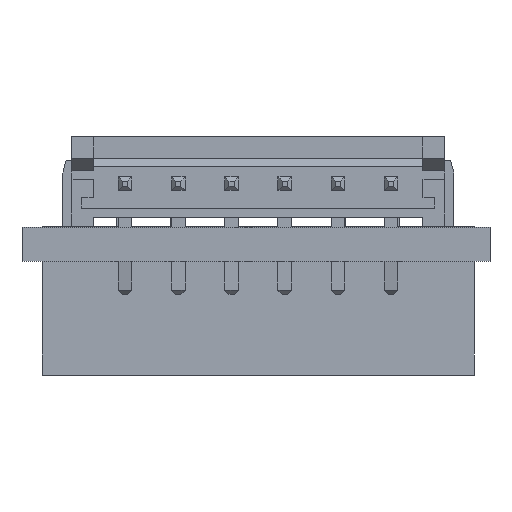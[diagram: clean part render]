
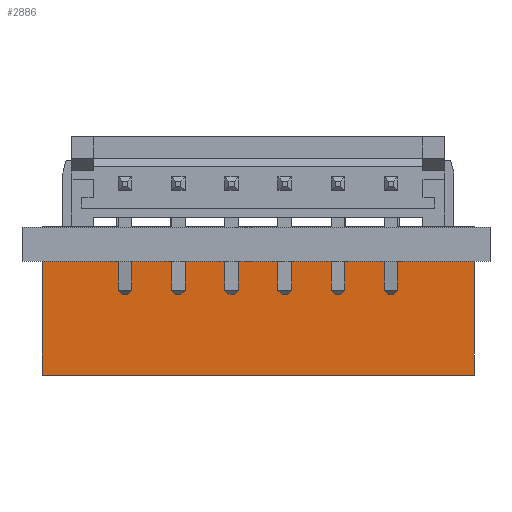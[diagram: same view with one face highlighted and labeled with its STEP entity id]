
A CAD part, front view. The second image highlights one B-rep face of the part: STEP entity #2886.
In plain terms, the highlighted free-form (B-spline) face has degree [1, 1] with [2, 2] control points.
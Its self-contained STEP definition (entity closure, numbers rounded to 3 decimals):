
#78 = B_SPLINE_SURFACE_WITH_KNOTS('',1,1,(
    (#79,#80)
    ,(#81,#82
  )),.UNSPECIFIED.,.F.,.F.,.F.,(2,2),(2,2),(0.,2.54),(-7.,0.),
  .PIECEWISE_BEZIER_KNOTS.);
#79 = CARTESIAN_POINT('',(-1.27,-19.05,7.));
#80 = CARTESIAN_POINT('',(-1.27,-19.05,0.));
#81 = CARTESIAN_POINT('',(1.27,-19.05,7.));
#82 = CARTESIAN_POINT('',(1.27,-19.05,0.));
#103 = B_SPLINE_SURFACE_WITH_KNOTS('',1,1,(
    (#104,#105)
    ,(#106,#107)),.UNSPECIFIED.,.F.,.F.,.F.,(2,2),(2,2),(-20.32,0.),(
    0.,2.54),.PIECEWISE_BEZIER_KNOTS.);
#104 = CARTESIAN_POINT('',(1.27,1.27,7.));
#105 = CARTESIAN_POINT('',(-1.27,1.27,7.));
#106 = CARTESIAN_POINT('',(1.27,-19.05,7.));
#107 = CARTESIAN_POINT('',(-1.27,-19.05,7.));
#128 = B_SPLINE_SURFACE_WITH_KNOTS('',1,1,(
    (#129,#130)
    ,(#131,#132
    )),.UNSPECIFIED.,.F.,.F.,.F.,(2,2),(2,2),(0.,2.54),(-7.,0.),
  .PIECEWISE_BEZIER_KNOTS.);
#129 = CARTESIAN_POINT('',(1.27,1.27,7.));
#130 = CARTESIAN_POINT('',(1.27,1.27,0.));
#131 = CARTESIAN_POINT('',(-1.27,1.27,7.));
#132 = CARTESIAN_POINT('',(-1.27,1.27,0.));
#166 = VERTEX_POINT('',#167);
#167 = CARTESIAN_POINT('',(-1.27,-19.05,0.));
#181 = B_SPLINE_SURFACE_WITH_KNOTS('',1,1,(
    (#182,#183)
    ,(#184,#185
    )),.UNSPECIFIED.,.F.,.F.,.F.,(2,2),(2,2),(-20.32,0.),(2.117
    ,2.54),.PIECEWISE_BEZIER_KNOTS.);
#182 = CARTESIAN_POINT('',(-0.847,1.27,0.));
#183 = CARTESIAN_POINT('',(-1.27,1.27,0.));
#184 = CARTESIAN_POINT('',(-0.847,-19.05,0.));
#185 = CARTESIAN_POINT('',(-1.27,-19.05,0.));
#192 = EDGE_CURVE('',#166,#193,#195,.T.);
#193 = VERTEX_POINT('',#194);
#194 = CARTESIAN_POINT('',(-1.27,-19.05,7.));
#195 = SURFACE_CURVE('',#196,(#199,#205),.PCURVE_S1.);
#196 = B_SPLINE_CURVE_WITH_KNOTS('',1,(#197,#198),.UNSPECIFIED.,.F.,.F.,
  (2,2),(0.,7.),.PIECEWISE_BEZIER_KNOTS.);
#197 = CARTESIAN_POINT('',(-1.27,-19.05,0.));
#198 = CARTESIAN_POINT('',(-1.27,-19.05,7.));
#199 = PCURVE('',#78,#200);
#200 = DEFINITIONAL_REPRESENTATION('',(#201),#204);
#201 = B_SPLINE_CURVE_WITH_KNOTS('',1,(#202,#203),.UNSPECIFIED.,.F.,.F.,
  (2,2),(0.,7.),.PIECEWISE_BEZIER_KNOTS.);
#202 = CARTESIAN_POINT('',(0.,0.));
#203 = CARTESIAN_POINT('',(0.,-7.));
#204 = ( GEOMETRIC_REPRESENTATION_CONTEXT(2) 
PARAMETRIC_REPRESENTATION_CONTEXT() REPRESENTATION_CONTEXT('2D SPACE',''
  ) );
#205 = PCURVE('',#206,#211);
#206 = B_SPLINE_SURFACE_WITH_KNOTS('',1,1,(
    (#207,#208)
    ,(#209,#210
    )),.UNSPECIFIED.,.F.,.F.,.F.,(2,2),(2,2),(0.,20.32),(-7.,0.),
  .PIECEWISE_BEZIER_KNOTS.);
#207 = CARTESIAN_POINT('',(-1.27,1.27,7.));
#208 = CARTESIAN_POINT('',(-1.27,1.27,0.));
#209 = CARTESIAN_POINT('',(-1.27,-19.05,7.));
#210 = CARTESIAN_POINT('',(-1.27,-19.05,0.));
#211 = DEFINITIONAL_REPRESENTATION('',(#212),#215);
#212 = B_SPLINE_CURVE_WITH_KNOTS('',1,(#213,#214),.UNSPECIFIED.,.F.,.F.,
  (2,2),(0.,7.),.PIECEWISE_BEZIER_KNOTS.);
#213 = CARTESIAN_POINT('',(20.32,-0.));
#214 = CARTESIAN_POINT('',(20.32,-7.));
#215 = ( GEOMETRIC_REPRESENTATION_CONTEXT(2) 
PARAMETRIC_REPRESENTATION_CONTEXT() REPRESENTATION_CONTEXT('2D SPACE',''
  ) );
#354 = VERTEX_POINT('',#355);
#355 = CARTESIAN_POINT('',(-1.27,1.27,7.));
#373 = EDGE_CURVE('',#374,#354,#376,.T.);
#374 = VERTEX_POINT('',#375);
#375 = CARTESIAN_POINT('',(-1.27,1.27,0.));
#376 = SURFACE_CURVE('',#377,(#380,#386),.PCURVE_S1.);
#377 = B_SPLINE_CURVE_WITH_KNOTS('',1,(#378,#379),.UNSPECIFIED.,.F.,.F.,
  (2,2),(0.,7.),.PIECEWISE_BEZIER_KNOTS.);
#378 = CARTESIAN_POINT('',(-1.27,1.27,0.));
#379 = CARTESIAN_POINT('',(-1.27,1.27,7.));
#380 = PCURVE('',#128,#381);
#381 = DEFINITIONAL_REPRESENTATION('',(#382),#385);
#382 = B_SPLINE_CURVE_WITH_KNOTS('',1,(#383,#384),.UNSPECIFIED.,.F.,.F.,
  (2,2),(0.,7.),.PIECEWISE_BEZIER_KNOTS.);
#383 = CARTESIAN_POINT('',(2.54,-0.));
#384 = CARTESIAN_POINT('',(2.54,-7.));
#385 = ( GEOMETRIC_REPRESENTATION_CONTEXT(2) 
PARAMETRIC_REPRESENTATION_CONTEXT() REPRESENTATION_CONTEXT('2D SPACE',''
  ) );
#386 = PCURVE('',#206,#387);
#387 = DEFINITIONAL_REPRESENTATION('',(#388),#391);
#388 = B_SPLINE_CURVE_WITH_KNOTS('',1,(#389,#390),.UNSPECIFIED.,.F.,.F.,
  (2,2),(0.,7.),.PIECEWISE_BEZIER_KNOTS.);
#389 = CARTESIAN_POINT('',(0.,0.));
#390 = CARTESIAN_POINT('',(0.,-7.));
#391 = ( GEOMETRIC_REPRESENTATION_CONTEXT(2) 
PARAMETRIC_REPRESENTATION_CONTEXT() REPRESENTATION_CONTEXT('2D SPACE',''
  ) );
#500 = EDGE_CURVE('',#354,#193,#501,.T.);
#501 = SURFACE_CURVE('',#502,(#505,#511),.PCURVE_S1.);
#502 = B_SPLINE_CURVE_WITH_KNOTS('',1,(#503,#504),.UNSPECIFIED.,.F.,.F.,
  (2,2),(0.,20.32),.PIECEWISE_BEZIER_KNOTS.);
#503 = CARTESIAN_POINT('',(-1.27,1.27,7.));
#504 = CARTESIAN_POINT('',(-1.27,-19.05,7.));
#505 = PCURVE('',#103,#506);
#506 = DEFINITIONAL_REPRESENTATION('',(#507),#510);
#507 = B_SPLINE_CURVE_WITH_KNOTS('',1,(#508,#509),.UNSPECIFIED.,.F.,.F.,
  (2,2),(0.,20.32),.PIECEWISE_BEZIER_KNOTS.);
#508 = CARTESIAN_POINT('',(-20.32,2.54));
#509 = CARTESIAN_POINT('',(0.,2.54));
#510 = ( GEOMETRIC_REPRESENTATION_CONTEXT(2) 
PARAMETRIC_REPRESENTATION_CONTEXT() REPRESENTATION_CONTEXT('2D SPACE',''
  ) );
#511 = PCURVE('',#206,#512);
#512 = DEFINITIONAL_REPRESENTATION('',(#513),#516);
#513 = B_SPLINE_CURVE_WITH_KNOTS('',1,(#514,#515),.UNSPECIFIED.,.F.,.F.,
  (2,2),(0.,20.32),.PIECEWISE_BEZIER_KNOTS.);
#514 = CARTESIAN_POINT('',(0.,-7.));
#515 = CARTESIAN_POINT('',(20.32,-7.));
#516 = ( GEOMETRIC_REPRESENTATION_CONTEXT(2) 
PARAMETRIC_REPRESENTATION_CONTEXT() REPRESENTATION_CONTEXT('2D SPACE',''
  ) );
#1357 = EDGE_CURVE('',#374,#166,#1358,.T.);
#1358 = SURFACE_CURVE('',#1359,(#1362,#1368),.PCURVE_S1.);
#1359 = B_SPLINE_CURVE_WITH_KNOTS('',1,(#1360,#1361),.UNSPECIFIED.,.F.,
  .F.,(2,2),(0.,20.32),.PIECEWISE_BEZIER_KNOTS.);
#1360 = CARTESIAN_POINT('',(-1.27,1.27,0.));
#1361 = CARTESIAN_POINT('',(-1.27,-19.05,0.));
#1362 = PCURVE('',#181,#1363);
#1363 = DEFINITIONAL_REPRESENTATION('',(#1364),#1367);
#1364 = B_SPLINE_CURVE_WITH_KNOTS('',1,(#1365,#1366),.UNSPECIFIED.,.F.,
  .F.,(2,2),(0.,20.32),.PIECEWISE_BEZIER_KNOTS.);
#1365 = CARTESIAN_POINT('',(-20.32,2.54));
#1366 = CARTESIAN_POINT('',(0.,2.54));
#1367 = ( GEOMETRIC_REPRESENTATION_CONTEXT(2) 
PARAMETRIC_REPRESENTATION_CONTEXT() REPRESENTATION_CONTEXT('2D SPACE',''
  ) );
#1368 = PCURVE('',#206,#1369);
#1369 = DEFINITIONAL_REPRESENTATION('',(#1370),#1373);
#1370 = B_SPLINE_CURVE_WITH_KNOTS('',1,(#1371,#1372),.UNSPECIFIED.,.F.,
  .F.,(2,2),(0.,20.32),.PIECEWISE_BEZIER_KNOTS.);
#1371 = CARTESIAN_POINT('',(0.,0.));
#1372 = CARTESIAN_POINT('',(20.32,-0.));
#1373 = ( GEOMETRIC_REPRESENTATION_CONTEXT(2) 
PARAMETRIC_REPRESENTATION_CONTEXT() REPRESENTATION_CONTEXT('2D SPACE',''
  ) );
#2886 = ADVANCED_FACE('',(#2887),#206,.F.);
#2887 = FACE_BOUND('',#2888,.F.);
#2888 = EDGE_LOOP('',(#2889,#2890,#2891,#2892));
#2889 = ORIENTED_EDGE('',*,*,#373,.T.);
#2890 = ORIENTED_EDGE('',*,*,#500,.T.);
#2891 = ORIENTED_EDGE('',*,*,#192,.F.);
#2892 = ORIENTED_EDGE('',*,*,#1357,.F.);
